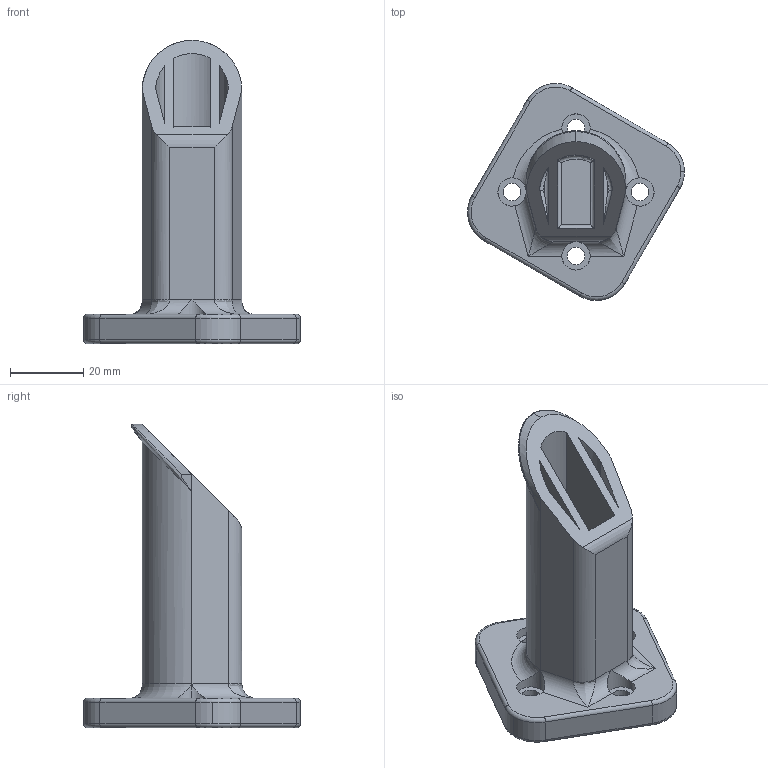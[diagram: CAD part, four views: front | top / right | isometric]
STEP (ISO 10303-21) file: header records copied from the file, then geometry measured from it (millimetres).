
FILE_DESCRIPTION (( 'STEP AP203' ), '1' );
FILE_NAME ('Spool Holder - Testingj.STEP', '2013-02-26T17:38:03', ( '' ), ( '' ), 'SwSTEP 2.0', 'SolidWorks 2012', '' );
FILE_SCHEMA (( 'CONFIG_CONTROL_DESIGN' ));
Length unit declared in the file: millimetre
Products named in the file (1): Spool Holder - Testingj
Bounding box: 59.39 x 59.39 x 83 mm (x, y, z)
Volume: 40019.4 mm3; surface area: 19071.8 mm2
Topology: 1 solids, 1 shells, 103 faces, 253 edges, 154 vertices
Faces by surface type: cylinder 48, plane 26, torus 23, bspline 6
Entity records: 4164 total; most frequent: CARTESIAN_POINT 1692, DIRECTION 510, ORIENTED_EDGE 502, EDGE_CURVE 251, AXIS2_PLACEMENT_3D 204, VERTEX_POINT 154, EDGE_LOOP 115, CIRCLE 106
